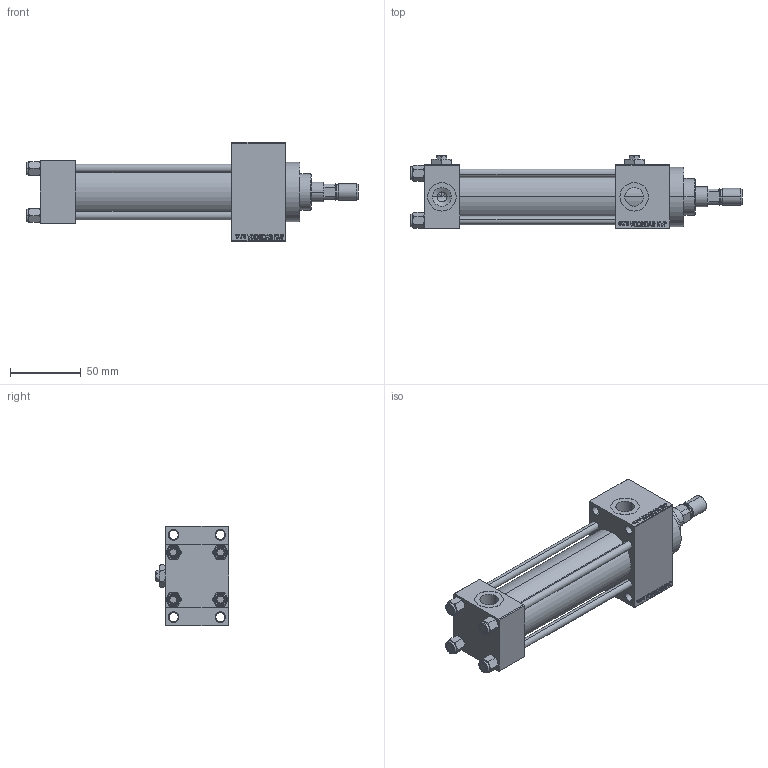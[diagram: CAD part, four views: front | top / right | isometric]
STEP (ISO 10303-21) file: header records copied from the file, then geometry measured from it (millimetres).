
FILE_DESCRIPTION (( 'STEP AP203' ), '1' );
FILE_NAME ('af26.STEP', '2022-04-16T08:08:16', ( '' ), ( '' ), 'SwSTEP 2.0', 'SolidWorks 2019', '' );
FILE_SCHEMA (( 'CONFIG_CONTROL_DESIGN' ));
Length unit declared in the file: millimetre
Products named in the file (8): Zatka_pro_OIL_PORT 8abcf882737d7e0f5623dc9ed27085d9; V215_VC_A 8abcf882737d7e0f5623dc9ed27085d9; V215CR_D_TYCINKA 8abcf882737d7e0f5623dc9ed27085d9; ROD_END_AH 8abcf882737d7e0f5623dc9ed27085d9; af26; V215CR_D_Body 8abcf882737d7e0f5623dc9ed27085d9; V215CR_VCP_D 8abcf882737d7e0f5623dc9ed27085d9; NUT_M5_D 8abcf882737d7e0f5623dc9ed27085d9
Assembly tree (14 placements, depth 2):
  af26
    V215CR_D_Body 8abcf882737d7e0f5623dc9ed27085d9
    V215CR_VCP_D 8abcf882737d7e0f5623dc9ed27085d9
    NUT_M5_D 8abcf882737d7e0f5623dc9ed27085d9  x4
    V215CR_D_TYCINKA 8abcf882737d7e0f5623dc9ed27085d9  x4
    V215_VC_A 8abcf882737d7e0f5623dc9ed27085d9
    ROD_END_AH 8abcf882737d7e0f5623dc9ed27085d9
    Zatka_pro_OIL_PORT 8abcf882737d7e0f5623dc9ed27085d9  x2
Bounding box: 234 x 52 x 70 mm (x, y, z)
Volume: 266446.4 mm3; surface area: 98325.8 mm2
Topology: 14 solids, 14 shells, 1223 faces, 3015 edges, 1940 vertices
Faces by surface type: plane 548, bspline 368, cone 190, cylinder 107, torus 10
Entity records: 49795 total; most frequent: CARTESIAN_POINT 25752, ORIENTED_EDGE 5330, DIRECTION 3541, EDGE_CURVE 2665, VERTEX_POINT 1738, VECTOR 1563, LINE 1563, EDGE_LOOP 1203
